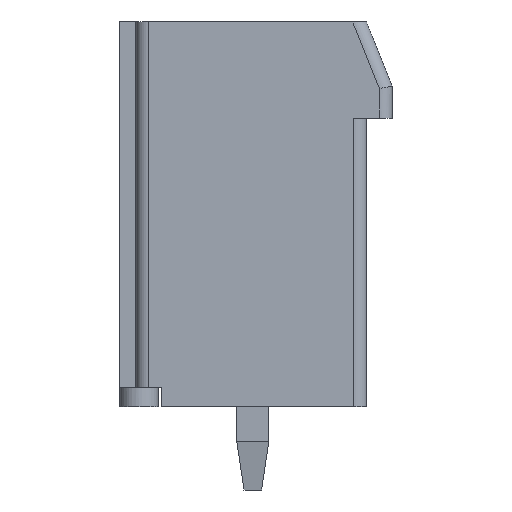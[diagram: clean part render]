
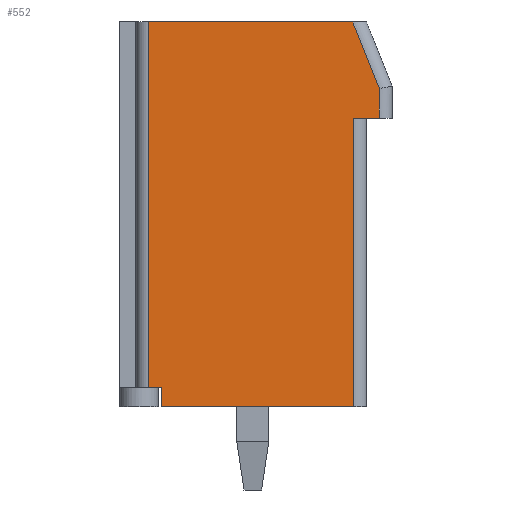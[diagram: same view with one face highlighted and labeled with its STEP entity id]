
A CAD part, left-side view. The second image highlights one B-rep face of the part: STEP entity #552.
In plain terms, the highlighted planar face has unit normal (-1, 0, 0).
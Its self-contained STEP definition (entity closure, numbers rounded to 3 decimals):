
#552 = ADVANCED_FACE( '', ( #1143 ), #1144, .T. );
#1143 = FACE_OUTER_BOUND( '', #1776, .T. );
#1144 = PLANE( '', #1777 );
#1776 = EDGE_LOOP( '', ( #3164, #3165, #3166, #3167, #3168, #3169, #3170, #3171, #3172 ) );
#1777 = AXIS2_PLACEMENT_3D( '', #3173, #3174, #3175 );
#3164 = ORIENTED_EDGE( '', *, *, #4413, .T. );
#3165 = ORIENTED_EDGE( '', *, *, #4148, .T. );
#3166 = ORIENTED_EDGE( '', *, *, #4414, .T. );
#3167 = ORIENTED_EDGE( '', *, *, #4105, .T. );
#3168 = ORIENTED_EDGE( '', *, *, #4415, .T. );
#3169 = ORIENTED_EDGE( '', *, *, #4321, .T. );
#3170 = ORIENTED_EDGE( '', *, *, #4416, .F. );
#3171 = ORIENTED_EDGE( '', *, *, #3907, .T. );
#3172 = ORIENTED_EDGE( '', *, *, #4064, .F. );
#3173 = CARTESIAN_POINT( '', ( 0., 8.5, 12. ) );
#3174 = DIRECTION( '', ( -1., 0., 0. ) );
#3175 = DIRECTION( '', ( 0., 0., 1. ) );
#3907 = EDGE_CURVE( '', #4690, #4688, #4691, .F. );
#4064 = EDGE_CURVE( '', #4954, #4688, #4956, .T. );
#4105 = EDGE_CURVE( '', #5021, #5019, #5022, .T. );
#4148 = EDGE_CURVE( '', #5081, #5079, #5082, .T. );
#4321 = EDGE_CURVE( '', #5334, #5332, #5335, .F. );
#4413 = EDGE_CURVE( '', #4954, #5081, #5456, .T. );
#4414 = EDGE_CURVE( '', #5079, #5021, #5457, .F. );
#4415 = EDGE_CURVE( '', #5019, #5334, #5458, .F. );
#4416 = EDGE_CURVE( '', #4690, #5332, #5459, .T. );
#4688 = VERTEX_POINT( '', #5802 );
#4690 = VERTEX_POINT( '', #5804 );
#4691 = LINE( '', #5805, #5806 );
#4954 = VERTEX_POINT( '', #6181 );
#4956 = LINE( '', #6184, #6185 );
#5019 = VERTEX_POINT( '', #6277 );
#5021 = VERTEX_POINT( '', #6279 );
#5022 = LINE( '', #6280, #6281 );
#5079 = VERTEX_POINT( '', #6365 );
#5081 = VERTEX_POINT( '', #6367 );
#5082 = LINE( '', #6368, #6369 );
#5332 = VERTEX_POINT( '', #6731 );
#5334 = VERTEX_POINT( '', #6733 );
#5335 = LINE( '', #6734, #6735 );
#5456 = LINE( '', #6915, #6916 );
#5457 = LINE( '', #6917, #6918 );
#5458 = LINE( '', #6919, #6920 );
#5459 = LINE( '', #6921, #6922 );
#5802 = CARTESIAN_POINT( '', ( 0., 7.6, 0.6 ) );
#5804 = CARTESIAN_POINT( '', ( 0., 7.6, 12. ) );
#5805 = CARTESIAN_POINT( '', ( 0., 7.6, 12. ) );
#5806 = VECTOR( '', #7199, 1000. );
#6181 = CARTESIAN_POINT( '', ( 0., 7.2, 0.6 ) );
#6184 = CARTESIAN_POINT( '', ( 0., 7.2, 0.6 ) );
#6185 = VECTOR( '', #7361, 1000. );
#6277 = CARTESIAN_POINT( '', ( 0., 0.4, 9. ) );
#6279 = CARTESIAN_POINT( '', ( 0., 1.2, 9. ) );
#6280 = CARTESIAN_POINT( '', ( 0., 0.8, 9. ) );
#6281 = VECTOR( '', #7403, 1000. );
#6365 = CARTESIAN_POINT( '', ( 0., 1.2, 0. ) );
#6367 = CARTESIAN_POINT( '', ( 0., 7.2, 0. ) );
#6368 = CARTESIAN_POINT( '', ( 0., 8.5, 0. ) );
#6369 = VECTOR( '', #7446, 1000. );
#6731 = CARTESIAN_POINT( '', ( 0., 1.231, 12. ) );
#6733 = CARTESIAN_POINT( '', ( 0., 0.4, 9.923 ) );
#6734 = CARTESIAN_POINT( '', ( 0., 2.233, 14.507 ) );
#6735 = VECTOR( '', #7607, 1000. );
#6915 = CARTESIAN_POINT( '', ( 0., 7.2, 0.6 ) );
#6916 = VECTOR( '', #7688, 1000. );
#6917 = CARTESIAN_POINT( '', ( 0., 1.2, 12. ) );
#6918 = VECTOR( '', #7689, 1000. );
#6919 = CARTESIAN_POINT( '', ( 0., 0.4, 12. ) );
#6920 = VECTOR( '', #7690, 1000. );
#6921 = CARTESIAN_POINT( '', ( 0., 8.5, 12. ) );
#6922 = VECTOR( '', #7691, 1000. );
#7199 = DIRECTION( '', ( 0., 0., 1. ) );
#7361 = DIRECTION( '', ( 0., 1., 0. ) );
#7403 = DIRECTION( '', ( 0., -1., 0. ) );
#7446 = DIRECTION( '', ( 0., -1., 0. ) );
#7607 = DIRECTION( '', ( 0., -0.371, -0.928 ) );
#7688 = DIRECTION( '', ( 0., 0., -1. ) );
#7689 = DIRECTION( '', ( 0., 0., -1. ) );
#7690 = DIRECTION( '', ( 0., 0., -1. ) );
#7691 = DIRECTION( '', ( 0., -1., 0. ) );
